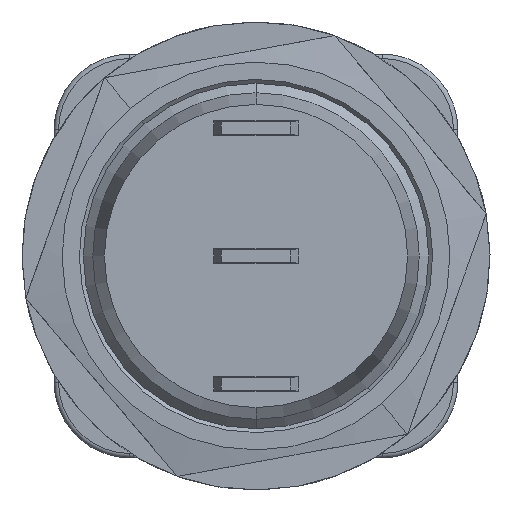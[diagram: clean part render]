
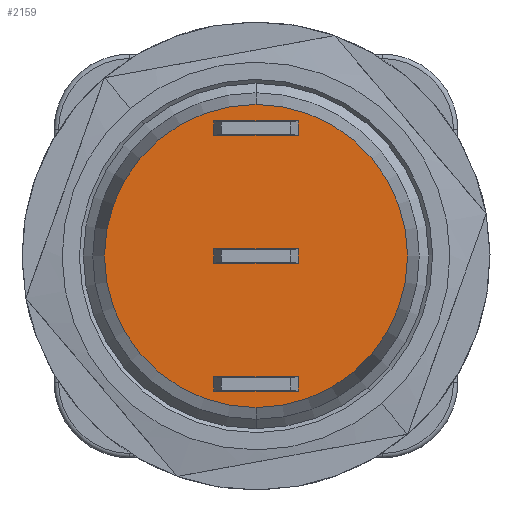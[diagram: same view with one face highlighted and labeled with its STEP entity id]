
A CAD part, front view. The second image highlights one B-rep face of the part: STEP entity #2159.
In plain terms, the highlighted planar face has unit normal (0, -1, 0).
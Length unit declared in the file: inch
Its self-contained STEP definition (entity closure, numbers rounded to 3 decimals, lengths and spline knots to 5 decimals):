
#58 = EDGE_LOOP ( 'NONE', ( #1279, #5185, #5640, #6776 ) ) ;
#60 = VECTOR ( 'NONE', #3152, 39.37008 ) ;
#88 = CARTESIAN_POINT ( 'NONE',  ( -1.22362, -1.04529, 1.57965 ) ) ;
#253 = DIRECTION ( 'NONE',  ( 1., 0., 0. ) ) ;
#355 = FACE_OUTER_BOUND ( 'NONE', #3405, .T. ) ;
#369 = VECTOR ( 'NONE', #2703, 39.37008 ) ;
#414 = ORIENTED_EDGE ( 'NONE', *, *, #1632, .F. ) ;
#548 = VERTEX_POINT ( 'NONE', #6733 ) ;
#654 = ORIENTED_EDGE ( 'NONE', *, *, #4210, .F. ) ;
#674 = EDGE_CURVE ( 'NONE', #6308, #5584, #4571, .T. ) ;
#700 = DIRECTION ( 'NONE',  ( 0., 0., -1. ) ) ;
#803 = EDGE_CURVE ( 'NONE', #5584, #4986, #1778, .T. ) ;
#822 = DIRECTION ( 'NONE',  ( 0., 1., 0. ) ) ;
#836 = CARTESIAN_POINT ( 'NONE',  ( -1.22362, -1.04529, 0.97365 ) ) ;
#851 = CARTESIAN_POINT ( 'NONE',  ( -1.22362, -1.04529, 1.26065 ) ) ;
#909 = VERTEX_POINT ( 'NONE', #851 ) ;
#983 = DIRECTION ( 'NONE',  ( 0., 0., 1. ) ) ;
#992 = CARTESIAN_POINT ( 'NONE',  ( -1.22362, -1.04529, 1.29265 ) ) ;
#1132 = AXIS2_PLACEMENT_3D ( 'NONE', #3975, #822, #4501 ) ;
#1259 = CARTESIAN_POINT ( 'NONE',  ( -1.41362, -1.04529, 1.54765 ) ) ;
#1279 = ORIENTED_EDGE ( 'NONE', *, *, #803, .F. ) ;
#1315 = VERTEX_POINT ( 'NONE', #2367 ) ;
#1335 = EDGE_CURVE ( 'NONE', #6516, #909, #6677, .T. ) ;
#1375 = LINE ( 'NONE', #1918, #4014 ) ;
#1377 = VERTEX_POINT ( 'NONE', #836 ) ;
#1397 = DIRECTION ( 'NONE',  ( 0., 0., -1. ) ) ;
#1534 = VERTEX_POINT ( 'NONE', #1697 ) ;
#1632 = EDGE_CURVE ( 'NONE', #909, #5796, #4887, .T. ) ;
#1656 = CARTESIAN_POINT ( 'NONE',  ( -1.41362, -1.04529, 1.57965 ) ) ;
#1667 = CARTESIAN_POINT ( 'NONE',  ( -1.22362, -1.04529, 1.29265 ) ) ;
#1697 = CARTESIAN_POINT ( 'NONE',  ( -1.41362, -1.04529, 0.97365 ) ) ;
#1725 = DIRECTION ( 'NONE',  ( 0., 0., -1. ) ) ;
#1778 = LINE ( 'NONE', #2243, #6680 ) ;
#1916 = FACE_BOUND ( 'NONE', #58, .T. ) ;
#1918 = CARTESIAN_POINT ( 'NONE',  ( -1.41362, -1.04529, 1.00565 ) ) ;
#1987 = EDGE_CURVE ( 'NONE', #1534, #1377, #4802, .T. ) ;
#2020 = VECTOR ( 'NONE', #700, 39.37008 ) ;
#2093 = LINE ( 'NONE', #1259, #2428 ) ;
#2121 = CARTESIAN_POINT ( 'NONE',  ( -1.41362, -1.04529, 1.00565 ) ) ;
#2127 = CARTESIAN_POINT ( 'NONE',  ( -1.22362, -1.04529, 1.00565 ) ) ;
#2159 = ADVANCED_FACE ( 'NONE', ( #1916, #355, #5941, #5771 ), #3059, .F. ) ;
#2220 = DIRECTION ( 'NONE',  ( 0., 1., 0. ) ) ;
#2243 = CARTESIAN_POINT ( 'NONE',  ( -1.41362, -1.04529, 1.57965 ) ) ;
#2367 = CARTESIAN_POINT ( 'NONE',  ( -1.31862, -1.04529, 1.61665 ) ) ;
#2373 = CARTESIAN_POINT ( 'NONE',  ( -1.22362, -1.04529, 1.57965 ) ) ;
#2422 = CARTESIAN_POINT ( 'NONE',  ( -1.41362, -1.04529, 1.29265 ) ) ;
#2426 = CARTESIAN_POINT ( 'NONE',  ( -1.22362, -1.04529, 1.00565 ) ) ;
#2428 = VECTOR ( 'NONE', #3887, 39.37008 ) ;
#2536 = VECTOR ( 'NONE', #4537, 39.37008 ) ;
#2591 = CARTESIAN_POINT ( 'NONE',  ( -1.41362, -1.04529, 1.00565 ) ) ;
#2685 = ORIENTED_EDGE ( 'NONE', *, *, #4659, .F. ) ;
#2703 = DIRECTION ( 'NONE',  ( -1., 0., 0. ) ) ;
#2852 = EDGE_LOOP ( 'NONE', ( #6475, #5253, #5850, #5129 ) ) ;
#2882 = CARTESIAN_POINT ( 'NONE',  ( -1.41362, -1.04529, 0.97365 ) ) ;
#3059 = PLANE ( 'NONE',  #6506 ) ;
#3140 = DIRECTION ( 'NONE',  ( 0., 0., 1. ) ) ;
#3152 = DIRECTION ( 'NONE',  ( -1., 0., 0. ) ) ;
#3273 = LINE ( 'NONE', #2422, #4348 ) ;
#3380 = AXIS2_PLACEMENT_3D ( 'NONE', #5365, #2220, #5885 ) ;
#3405 = EDGE_LOOP ( 'NONE', ( #6343, #654 ) ) ;
#3424 = LINE ( 'NONE', #3856, #2020 ) ;
#3482 = EDGE_CURVE ( 'NONE', #1377, #3712, #4116, .T. ) ;
#3712 = VERTEX_POINT ( 'NONE', #2127 ) ;
#3856 = CARTESIAN_POINT ( 'NONE',  ( -1.41362, -1.04529, 1.29265 ) ) ;
#3887 = DIRECTION ( 'NONE',  ( 1., 0., 0. ) ) ;
#3908 = VECTOR ( 'NONE', #6040, 39.37008 ) ;
#3946 = ORIENTED_EDGE ( 'NONE', *, *, #1335, .F. ) ;
#3975 = CARTESIAN_POINT ( 'NONE',  ( -1.31862, -1.04529, 1.27665 ) ) ;
#4014 = VECTOR ( 'NONE', #1397, 39.37008 ) ;
#4116 = LINE ( 'NONE', #2426, #2536 ) ;
#4127 = VERTEX_POINT ( 'NONE', #4779 ) ;
#4138 = DIRECTION ( 'NONE',  ( 0., 1., 0. ) ) ;
#4210 = EDGE_CURVE ( 'NONE', #5067, #1315, #6071, .T. ) ;
#4265 = CIRCLE ( 'NONE', #1132, 0.34 ) ;
#4348 = VECTOR ( 'NONE', #6108, 39.37008 ) ;
#4383 = EDGE_CURVE ( 'NONE', #1315, #5067, #4265, .T. ) ;
#4471 = CARTESIAN_POINT ( 'NONE',  ( -1.41362, -1.04529, 1.26065 ) ) ;
#4501 = DIRECTION ( 'NONE',  ( 0., 0., 1. ) ) ;
#4537 = DIRECTION ( 'NONE',  ( 0., 0., 1. ) ) ;
#4571 = LINE ( 'NONE', #1656, #369 ) ;
#4659 = EDGE_CURVE ( 'NONE', #5796, #548, #3273, .T. ) ;
#4684 = EDGE_CURVE ( 'NONE', #6588, #1534, #1375, .T. ) ;
#4779 = CARTESIAN_POINT ( 'NONE',  ( -1.22362, -1.04529, 1.54765 ) ) ;
#4802 = LINE ( 'NONE', #2882, #5690 ) ;
#4887 = LINE ( 'NONE', #992, #6121 ) ;
#4888 = EDGE_CURVE ( 'NONE', #3712, #6588, #5798, .T. ) ;
#4986 = VERTEX_POINT ( 'NONE', #5839 ) ;
#5054 = EDGE_CURVE ( 'NONE', #548, #6516, #3424, .T. ) ;
#5067 = VERTEX_POINT ( 'NONE', #5430 ) ;
#5124 = CARTESIAN_POINT ( 'NONE',  ( -1.41362, -1.04529, 1.57965 ) ) ;
#5129 = ORIENTED_EDGE ( 'NONE', *, *, #1987, .F. ) ;
#5185 = ORIENTED_EDGE ( 'NONE', *, *, #674, .F. ) ;
#5253 = ORIENTED_EDGE ( 'NONE', *, *, #4888, .F. ) ;
#5286 = EDGE_CURVE ( 'NONE', #4986, #4127, #2093, .T. ) ;
#5322 = ORIENTED_EDGE ( 'NONE', *, *, #5054, .F. ) ;
#5365 = CARTESIAN_POINT ( 'NONE',  ( -1.31862, -1.04529, 1.27665 ) ) ;
#5430 = CARTESIAN_POINT ( 'NONE',  ( -1.31862, -1.04529, 0.93665 ) ) ;
#5584 = VERTEX_POINT ( 'NONE', #5124 ) ;
#5640 = ORIENTED_EDGE ( 'NONE', *, *, #6078, .F. ) ;
#5685 = CARTESIAN_POINT ( 'NONE',  ( -1.41362, -1.04529, 1.26065 ) ) ;
#5690 = VECTOR ( 'NONE', #253, 39.37008 ) ;
#5719 = LINE ( 'NONE', #88, #6620 ) ;
#5771 = FACE_BOUND ( 'NONE', #2852, .T. ) ;
#5796 = VERTEX_POINT ( 'NONE', #1667 ) ;
#5798 = LINE ( 'NONE', #2121, #60 ) ;
#5839 = CARTESIAN_POINT ( 'NONE',  ( -1.41362, -1.04529, 1.54765 ) ) ;
#5850 = ORIENTED_EDGE ( 'NONE', *, *, #3482, .F. ) ;
#5885 = DIRECTION ( 'NONE',  ( 0., 0., 1. ) ) ;
#5941 = FACE_BOUND ( 'NONE', #6769, .T. ) ;
#6040 = DIRECTION ( 'NONE',  ( 1., 0., 0. ) ) ;
#6071 = CIRCLE ( 'NONE', #3380, 0.34 ) ;
#6078 = EDGE_CURVE ( 'NONE', #4127, #6308, #5719, .T. ) ;
#6108 = DIRECTION ( 'NONE',  ( -1., 0., 0. ) ) ;
#6121 = VECTOR ( 'NONE', #3140, 39.37008 ) ;
#6216 = CARTESIAN_POINT ( 'NONE',  ( -1.31862, -1.04529, 1.27665 ) ) ;
#6308 = VERTEX_POINT ( 'NONE', #2373 ) ;
#6343 = ORIENTED_EDGE ( 'NONE', *, *, #4383, .F. ) ;
#6368 = DIRECTION ( 'NONE',  ( 0., 0., 1. ) ) ;
#6475 = ORIENTED_EDGE ( 'NONE', *, *, #4684, .F. ) ;
#6506 = AXIS2_PLACEMENT_3D ( 'NONE', #6216, #4138, #983 ) ;
#6516 = VERTEX_POINT ( 'NONE', #5685 ) ;
#6588 = VERTEX_POINT ( 'NONE', #2591 ) ;
#6620 = VECTOR ( 'NONE', #6368, 39.37008 ) ;
#6677 = LINE ( 'NONE', #4471, #3908 ) ;
#6680 = VECTOR ( 'NONE', #1725, 39.37008 ) ;
#6733 = CARTESIAN_POINT ( 'NONE',  ( -1.41362, -1.04529, 1.29265 ) ) ;
#6769 = EDGE_LOOP ( 'NONE', ( #5322, #2685, #414, #3946 ) ) ;
#6776 = ORIENTED_EDGE ( 'NONE', *, *, #5286, .F. ) ;
